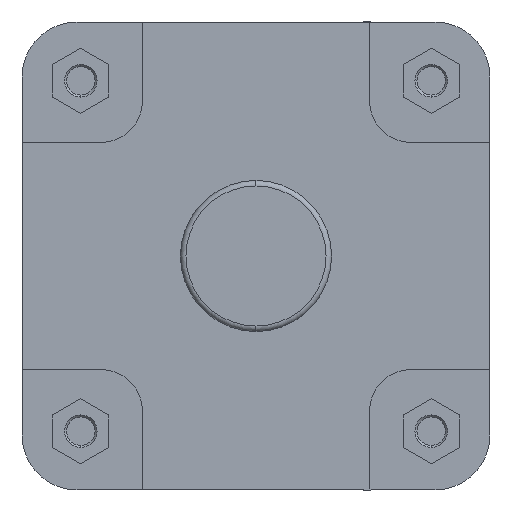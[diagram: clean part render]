
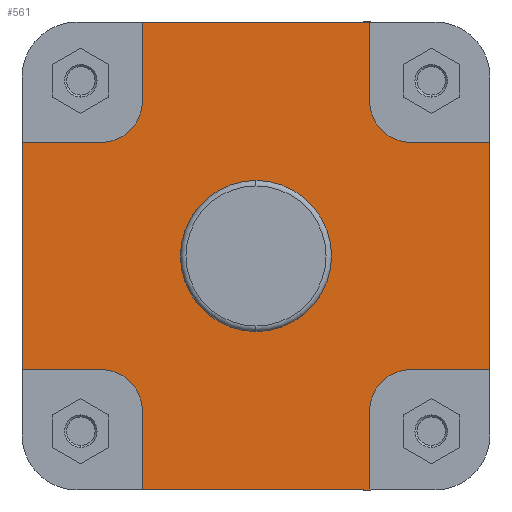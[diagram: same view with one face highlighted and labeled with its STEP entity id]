
A CAD part, left-side view. The second image highlights one B-rep face of the part: STEP entity #561.
In plain terms, the highlighted planar face has unit normal (-1, 0, 0).
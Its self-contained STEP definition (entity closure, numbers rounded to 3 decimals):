
#217 = VERTEX_POINT ( 'NONE', #3969 ) ;
#222 = VERTEX_POINT ( 'NONE', #3974 ) ;
#224 = VERTEX_POINT ( 'NONE', #3976 ) ;
#232 = VERTEX_POINT ( 'NONE', #3984 ) ;
#241 = VERTEX_POINT ( 'NONE', #3993 ) ;
#242 = VERTEX_POINT ( 'NONE', #3994 ) ;
#266 = VERTEX_POINT ( 'NONE', #4018 ) ;
#271 = VERTEX_POINT ( 'NONE', #4023 ) ;
#287 = VERTEX_POINT ( 'NONE', #4039 ) ;
#291 = VERTEX_POINT ( 'NONE', #4043 ) ;
#293 = VERTEX_POINT ( 'NONE', #4045 ) ;
#315 = VERTEX_POINT ( 'NONE', #4067 ) ;
#321 = VERTEX_POINT ( 'NONE', #4073 ) ;
#329 = VERTEX_POINT ( 'NONE', #4081 ) ;
#333 = VERTEX_POINT ( 'NONE', #4085 ) ;
#334 = VERTEX_POINT ( 'NONE', #4086 ) ;
#336 = VERTEX_POINT ( 'NONE', #4088 ) ;
#341 = VERTEX_POINT ( 'NONE', #4093 ) ;
#561 = ADVANCED_FACE ( 'NONE', ( #2284, #2289 ), #4626, .F. ) ;
#1091 = ORIENTED_EDGE ( 'NONE', *, *, #2917, .F. ) ;
#1092 = ORIENTED_EDGE ( 'NONE', *, *, #2961, .F. ) ;
#1093 = ORIENTED_EDGE ( 'NONE', *, *, #2948, .F. ) ;
#1094 = ORIENTED_EDGE ( 'NONE', *, *, #2960, .F. ) ;
#1095 = ORIENTED_EDGE ( 'NONE', *, *, #3137, .F. ) ;
#1096 = ORIENTED_EDGE ( 'NONE', *, *, #2949, .F. ) ;
#1097 = ORIENTED_EDGE ( 'NONE', *, *, #3029, .F. ) ;
#1098 = ORIENTED_EDGE ( 'NONE', *, *, #3212, .F. ) ;
#1099 = ORIENTED_EDGE ( 'NONE', *, *, #3211, .F. ) ;
#1100 = ORIENTED_EDGE ( 'NONE', *, *, #3214, .F. ) ;
#1101 = ORIENTED_EDGE ( 'NONE', *, *, #3213, .F. ) ;
#1102 = ORIENTED_EDGE ( 'NONE', *, *, #3219, .T. ) ;
#1103 = ORIENTED_EDGE ( 'NONE', *, *, #3215, .F. ) ;
#1104 = ORIENTED_EDGE ( 'NONE', *, *, #3186, .F. ) ;
#1105 = ORIENTED_EDGE ( 'NONE', *, *, #3217, .F. ) ;
#1106 = ORIENTED_EDGE ( 'NONE', *, *, #3216, .T. ) ;
#1107 = ORIENTED_EDGE ( 'NONE', *, *, #3220, .F. ) ;
#1108 = ORIENTED_EDGE ( 'NONE', *, *, #2944, .F. ) ;
#1491 = EDGE_LOOP ( 'NONE', ( #1108, #1107 ) ) ;
#1669 = EDGE_LOOP ( 'NONE', ( #1106, #1105, #1104, #1103, #1102, #1101, #1100, #1099, #1098, #1097, #1096, #1095, #1094, #1093, #1092, #1091 ) ) ;
#2284 = FACE_BOUND ( 'NONE', #1491, .T. ) ;
#2289 = FACE_OUTER_BOUND ( 'NONE', #1669, .T. ) ;
#2917 = EDGE_CURVE ( 'NONE', #334, #217, #6332, .T. ) ;
#2944 = EDGE_CURVE ( 'NONE', #222, #321, #6376, .T. ) ;
#2948 = EDGE_CURVE ( 'NONE', #333, #315, #6374, .T. ) ;
#2949 = EDGE_CURVE ( 'NONE', #291, #241, #6381, .T. ) ;
#2960 = EDGE_CURVE ( 'NONE', #315, #341, #6397, .T. ) ;
#2961 = EDGE_CURVE ( 'NONE', #217, #333, #6401, .T. ) ;
#3029 = EDGE_CURVE ( 'NONE', #241, #329, #6498, .T. ) ;
#3137 = EDGE_CURVE ( 'NONE', #341, #291, #6668, .T. ) ;
#3186 = EDGE_CURVE ( 'NONE', #271, #232, #6775, .T. ) ;
#3211 = EDGE_CURVE ( 'NONE', #266, #336, #6816, .T. ) ;
#3212 = EDGE_CURVE ( 'NONE', #329, #266, #6818, .T. ) ;
#3213 = EDGE_CURVE ( 'NONE', #224, #287, #6820, .T. ) ;
#3214 = EDGE_CURVE ( 'NONE', #336, #224, #6823, .T. ) ;
#3215 = EDGE_CURVE ( 'NONE', #293, #271, #6799, .T. ) ;
#3216 = EDGE_CURVE ( 'NONE', #334, #242, #6824, .T. ) ;
#3217 = EDGE_CURVE ( 'NONE', #232, #242, #6822, .T. ) ;
#3219 = EDGE_CURVE ( 'NONE', #293, #287, #6830, .T. ) ;
#3220 = EDGE_CURVE ( 'NONE', #321, #222, #6833, .T. ) ;
#3454 = AXIS2_PLACEMENT_3D ( 'NONE', #4625, #4627, #4628 ) ;
#3638 = AXIS2_PLACEMENT_3D ( 'NONE', #5509, #5510, #5511 ) ;
#3640 = AXIS2_PLACEMENT_3D ( 'NONE', #5495, #5498, #5499 ) ;
#3650 = AXIS2_PLACEMENT_3D ( 'NONE', #5536, #5540, #5541 ) ;
#3721 = AXIS2_PLACEMENT_3D ( 'NONE', #6060, #6069, #6070 ) ;
#3733 = AXIS2_PLACEMENT_3D ( 'NONE', #6129, #6130, #6131 ) ;
#3735 = AXIS2_PLACEMENT_3D ( 'NONE', #6137, #6144, #6145 ) ;
#3969 = CARTESIAN_POINT ( 'NONE',  ( 16., 82.5, -112.5 ) ) ;
#3974 = CARTESIAN_POINT ( 'NONE',  ( 16., 0., 54.9 ) ) ;
#3976 = CARTESIAN_POINT ( 'NONE',  ( 16., -112.5, 82.5 ) ) ;
#3984 = CARTESIAN_POINT ( 'NONE',  ( 16., -82.5, -112.5 ) ) ;
#3993 = CARTESIAN_POINT ( 'NONE',  ( 16., 82.5, 112.5 ) ) ;
#3994 = CARTESIAN_POINT ( 'NONE',  ( 16., -82.5, -170. ) ) ;
#4018 = CARTESIAN_POINT ( 'NONE',  ( 16., -82.5, 170. ) ) ;
#4023 = CARTESIAN_POINT ( 'NONE',  ( 16., -112.5, -82.5 ) ) ;
#4039 = CARTESIAN_POINT ( 'NONE',  ( 16., -170., 82.5 ) ) ;
#4043 = CARTESIAN_POINT ( 'NONE',  ( 16., 112.5, 82.5 ) ) ;
#4045 = CARTESIAN_POINT ( 'NONE',  ( 16., -170., -82.5 ) ) ;
#4067 = CARTESIAN_POINT ( 'NONE',  ( 16., 170., -82.5 ) ) ;
#4073 = CARTESIAN_POINT ( 'NONE',  ( 16., 0., -54.9 ) ) ;
#4081 = CARTESIAN_POINT ( 'NONE',  ( 16., 82.5, 170. ) ) ;
#4085 = CARTESIAN_POINT ( 'NONE',  ( 16., 112.5, -82.5 ) ) ;
#4086 = CARTESIAN_POINT ( 'NONE',  ( 16., 82.5, -170. ) ) ;
#4088 = CARTESIAN_POINT ( 'NONE',  ( 16., -82.5, 112.5 ) ) ;
#4093 = CARTESIAN_POINT ( 'NONE',  ( 16., 170., 82.5 ) ) ;
#4625 = CARTESIAN_POINT ( 'NONE',  ( 16., 54.9, 0. ) ) ;
#4626 = PLANE ( 'NONE',  #3454 ) ;
#4627 = DIRECTION ( 'NONE',  ( 1., 0., 0. ) ) ;
#4628 = DIRECTION ( 'NONE',  ( 0., 0., -1. ) ) ;
#5419 = CARTESIAN_POINT ( 'NONE',  ( 16., 82.5, -112.5 ) ) ;
#5434 = DIRECTION ( 'NONE',  ( 0., 0., 1. ) ) ;
#5495 = CARTESIAN_POINT ( 'NONE',  ( 16., 0., 0. ) ) ;
#5498 = DIRECTION ( 'NONE',  ( -1., 0., 0. ) ) ;
#5499 = DIRECTION ( 'NONE',  ( 0., 0., 1. ) ) ;
#5507 = CARTESIAN_POINT ( 'NONE',  ( 16., 170., -82.5 ) ) ;
#5508 = DIRECTION ( 'NONE',  ( 0., 1., 0. ) ) ;
#5509 = CARTESIAN_POINT ( 'NONE',  ( 16., 112.5, 112.5 ) ) ;
#5510 = DIRECTION ( 'NONE',  ( -1., 0., 0. ) ) ;
#5511 = DIRECTION ( 'NONE',  ( 0., 1., 0. ) ) ;
#5536 = CARTESIAN_POINT ( 'NONE',  ( 16., 112.5, -112.5 ) ) ;
#5538 = CARTESIAN_POINT ( 'NONE',  ( 16., 170., 0. ) ) ;
#5539 = DIRECTION ( 'NONE',  ( 0., 0., 1. ) ) ;
#5540 = DIRECTION ( 'NONE',  ( -1., 0., 0. ) ) ;
#5541 = DIRECTION ( 'NONE',  ( 0., 0., -1. ) ) ;
#5700 = CARTESIAN_POINT ( 'NONE',  ( 16., 82.5, 170. ) ) ;
#5701 = DIRECTION ( 'NONE',  ( 0., 0., 1. ) ) ;
#5953 = CARTESIAN_POINT ( 'NONE',  ( 16., 112.5, 82.5 ) ) ;
#5956 = DIRECTION ( 'NONE',  ( 0., -1., 0. ) ) ;
#6060 = CARTESIAN_POINT ( 'NONE',  ( 16., -112.5, -112.5 ) ) ;
#6069 = DIRECTION ( 'NONE',  ( -1., 0., 0. ) ) ;
#6070 = DIRECTION ( 'NONE',  ( 0., -1., 0. ) ) ;
#6122 = CARTESIAN_POINT ( 'NONE',  ( 16., -82.5, 112.5 ) ) ;
#6123 = DIRECTION ( 'NONE',  ( 0., 0., -1. ) ) ;
#6124 = CARTESIAN_POINT ( 'NONE',  ( 16., -374.141, 170. ) ) ;
#6125 = DIRECTION ( 'NONE',  ( 0., -1., 0. ) ) ;
#6126 = CARTESIAN_POINT ( 'NONE',  ( 16., -82.5, -170. ) ) ;
#6127 = CARTESIAN_POINT ( 'NONE',  ( 16., -170., 82.5 ) ) ;
#6128 = DIRECTION ( 'NONE',  ( 0., -1., 0. ) ) ;
#6129 = CARTESIAN_POINT ( 'NONE',  ( 16., -112.5, 112.5 ) ) ;
#6130 = DIRECTION ( 'NONE',  ( -1., 0., 0. ) ) ;
#6131 = DIRECTION ( 'NONE',  ( 0., 0., 1. ) ) ;
#6132 = CARTESIAN_POINT ( 'NONE',  ( 16., -112.5, -82.5 ) ) ;
#6133 = DIRECTION ( 'NONE',  ( 0., 1., 0. ) ) ;
#6135 = CARTESIAN_POINT ( 'NONE',  ( 16., -374.141, -170. ) ) ;
#6136 = DIRECTION ( 'NONE',  ( 0., -1., 0. ) ) ;
#6137 = CARTESIAN_POINT ( 'NONE',  ( 16., 0., 0. ) ) ;
#6138 = DIRECTION ( 'NONE',  ( 0., 0., -1. ) ) ;
#6141 = CARTESIAN_POINT ( 'NONE',  ( 16., -170., 0. ) ) ;
#6142 = DIRECTION ( 'NONE',  ( 0., 0., 1. ) ) ;
#6144 = DIRECTION ( 'NONE',  ( -1., 0., 0. ) ) ;
#6145 = DIRECTION ( 'NONE',  ( 0., 0., 1. ) ) ;
#6327 = VECTOR ( 'NONE', #5434, 1000. ) ;
#6332 = LINE ( 'NONE', #5419, #6327 ) ;
#6374 = LINE ( 'NONE', #5507, #6377 ) ;
#6376 = CIRCLE ( 'NONE', #3640, 54.9 ) ;
#6377 = VECTOR ( 'NONE', #5508, 1000. ) ;
#6381 = CIRCLE ( 'NONE', #3638, 30. ) ;
#6397 = LINE ( 'NONE', #5538, #6398 ) ;
#6398 = VECTOR ( 'NONE', #5539, 1000. ) ;
#6401 = CIRCLE ( 'NONE', #3650, 30. ) ;
#6498 = LINE ( 'NONE', #5700, #6507 ) ;
#6507 = VECTOR ( 'NONE', #5701, 1000. ) ;
#6668 = LINE ( 'NONE', #5953, #6688 ) ;
#6688 = VECTOR ( 'NONE', #5956, 1000. ) ;
#6775 = CIRCLE ( 'NONE', #3721, 30. ) ;
#6799 = LINE ( 'NONE', #6132, #6811 ) ;
#6811 = VECTOR ( 'NONE', #6133, 1000. ) ;
#6816 = LINE ( 'NONE', #6122, #6817 ) ;
#6817 = VECTOR ( 'NONE', #6123, 1000. ) ;
#6818 = LINE ( 'NONE', #6124, #6819 ) ;
#6819 = VECTOR ( 'NONE', #6125, 1000. ) ;
#6820 = LINE ( 'NONE', #6127, #6821 ) ;
#6821 = VECTOR ( 'NONE', #6128, 1000. ) ;
#6822 = LINE ( 'NONE', #6126, #6826 ) ;
#6823 = CIRCLE ( 'NONE', #3733, 30. ) ;
#6824 = LINE ( 'NONE', #6135, #6825 ) ;
#6825 = VECTOR ( 'NONE', #6136, 1000. ) ;
#6826 = VECTOR ( 'NONE', #6138, 1000. ) ;
#6830 = LINE ( 'NONE', #6141, #6831 ) ;
#6831 = VECTOR ( 'NONE', #6142, 1000. ) ;
#6833 = CIRCLE ( 'NONE', #3735, 54.9 ) ;
